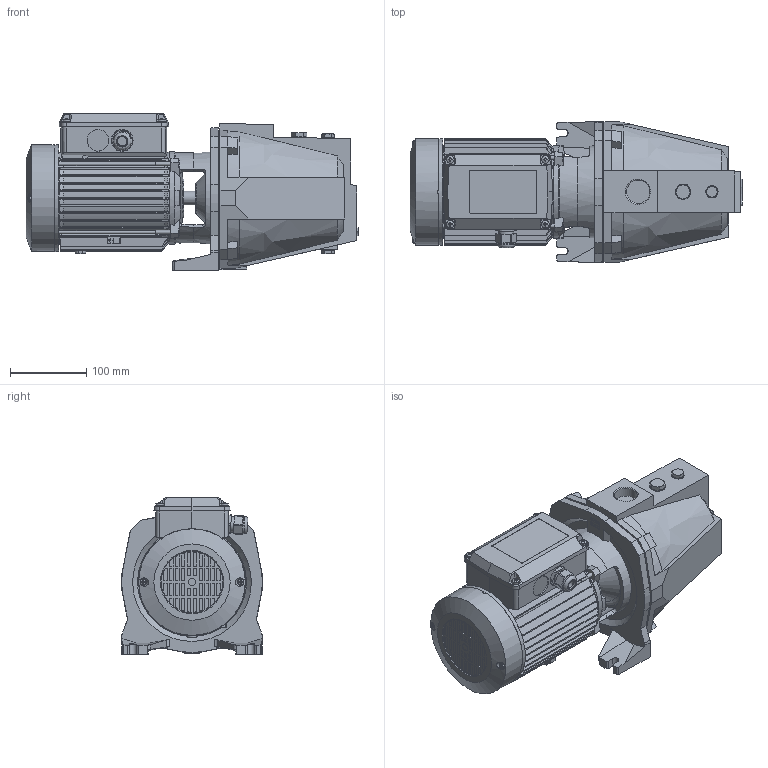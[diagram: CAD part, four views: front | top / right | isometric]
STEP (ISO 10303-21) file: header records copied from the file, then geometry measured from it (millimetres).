
FILE_DESCRIPTION(('STEP AP214'),'2;1');
FILE_NAME('4_93_201_01_REV00.stp','2013-11-29T17:22:52',(''),(''),'2012.1.115','THINKDESIGN','');
FILE_SCHEMA(('AUTOMOTIVE_DESIGN'));
Bounding box: 436.5 x 185 x 206 mm (x, y, z)
Volume: 7251470.7 mm3; surface area: 547577.8 mm2
Topology: 14 solids, 14 shells, 1856 faces, 4913 edges, 3187 vertices
Faces by surface type: plane 768, bspline 753, cylinder 335
Full cylindrical faces by diameter (mm): 4 x66, 4.36 x4, 4.5 x2, 5 x88, 8 x2, 8.4 x2, 9.728 x2, 10 x5, 11.3 x1, 13.157 x1, 13.25 x1, 14 x2, 14.66 x1, 16 x2, 18 x2, 18.06 x1, 18.16 x1, 20 x2, 20.1 x1, 20.5 x1, 23 x1, 28.5 x3, 30.5 x2, 115 x1, 120 x2, 140 x1, 140.5 x1, 170 x1, 179 x1
Entity records: 116510 total; most frequent: CARTESIAN_POINT 59237, ORIENTED_EDGE 9826, DIRECTION 6178, EDGE_CURVE 4913, VERTEX_POINT 3190, VECTOR 2450, LINE 2450, EDGE_LOOP 1969
